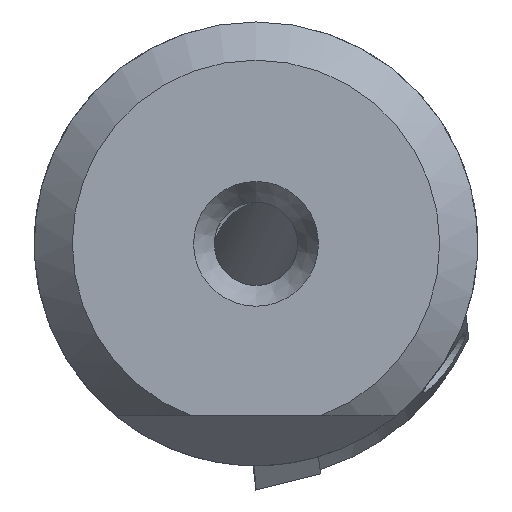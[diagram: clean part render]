
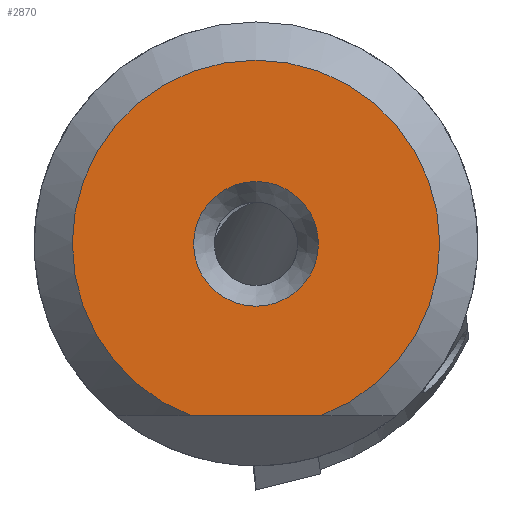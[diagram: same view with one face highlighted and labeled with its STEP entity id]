
A CAD part, left-side view. The second image highlights one B-rep face of the part: STEP entity #2870.
In plain terms, the highlighted planar face has unit normal (-1, 0, 0).
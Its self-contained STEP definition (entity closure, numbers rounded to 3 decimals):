
#5 = DIRECTION ( 'NONE',  ( -1., 0., 0. ) ) ;
#63 = CARTESIAN_POINT ( 'NONE',  ( 0., 0., 0. ) ) ;
#65 = EDGE_LOOP ( 'NONE', ( #3646 ) ) ;
#131 = CARTESIAN_POINT ( 'NONE',  ( 0., 2.25, -6.2 ) ) ;
#285 = ORIENTED_EDGE ( 'NONE', *, *, #666, .T. ) ;
#554 = DIRECTION ( 'NONE',  ( 0., 0., -1. ) ) ;
#562 = AXIS2_PLACEMENT_3D ( 'NONE', #1435, #3694, #554 ) ;
#666 = EDGE_CURVE ( 'NONE', #2196, #1343, #1682, .T. ) ;
#830 = AXIS2_PLACEMENT_3D ( 'NONE', #1710, #5, #1990 ) ;
#1123 = EDGE_CURVE ( 'NONE', #1343, #2196, #3292, .T. ) ;
#1343 = VERTEX_POINT ( 'NONE', #3330 ) ;
#1371 = AXIS2_PLACEMENT_3D ( 'NONE', #63, #2062, #2047 ) ;
#1435 = CARTESIAN_POINT ( 'NONE',  ( 0., 2.25, 0. ) ) ;
#1586 = FACE_OUTER_BOUND ( 'NONE', #2413, .T. ) ;
#1682 = LINE ( 'NONE', #131, #2796 ) ;
#1710 = CARTESIAN_POINT ( 'NONE',  ( 0., 0., 0. ) ) ;
#1990 = DIRECTION ( 'NONE',  ( 0., 0., 1. ) ) ;
#2047 = DIRECTION ( 'NONE',  ( 0., 0., 1. ) ) ;
#2062 = DIRECTION ( 'NONE',  ( -1., 0., 0. ) ) ;
#2083 = CARTESIAN_POINT ( 'NONE',  ( 0., 0., 2.25 ) ) ;
#2117 = CARTESIAN_POINT ( 'NONE',  ( 0., 2.335, -6.2 ) ) ;
#2130 = ORIENTED_EDGE ( 'NONE', *, *, #1123, .T. ) ;
#2196 = VERTEX_POINT ( 'NONE', #2117 ) ;
#2257 = VERTEX_POINT ( 'NONE', #2083 ) ;
#2413 = EDGE_LOOP ( 'NONE', ( #2130, #285 ) ) ;
#2422 = DIRECTION ( 'NONE',  ( 0., -1., 0. ) ) ;
#2781 = PLANE ( 'NONE',  #562 ) ;
#2796 = VECTOR ( 'NONE', #2422, 1000. ) ;
#2870 = ADVANCED_FACE ( 'NONE', ( #3659, #1586 ), #2781, .F. ) ;
#3292 = CIRCLE ( 'NONE', #830, 6.625 ) ;
#3330 = CARTESIAN_POINT ( 'NONE',  ( 0., -2.335, -6.2 ) ) ;
#3375 = CIRCLE ( 'NONE', #1371, 2.25 ) ;
#3643 = EDGE_CURVE ( 'NONE', #2257, #2257, #3375, .T. ) ;
#3646 = ORIENTED_EDGE ( 'NONE', *, *, #3643, .F. ) ;
#3659 = FACE_BOUND ( 'NONE', #65, .T. ) ;
#3694 = DIRECTION ( 'NONE',  ( 1., 0., 0. ) ) ;
